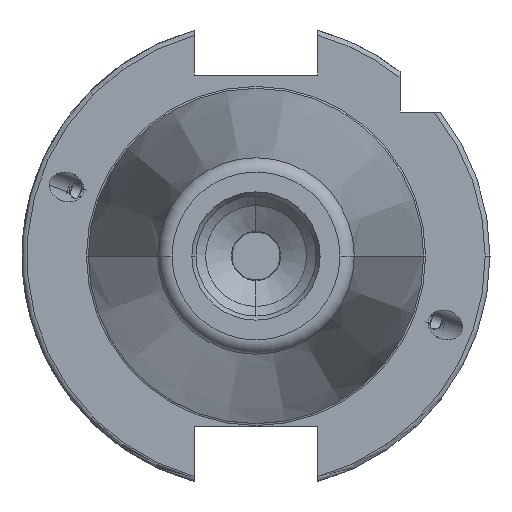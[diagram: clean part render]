
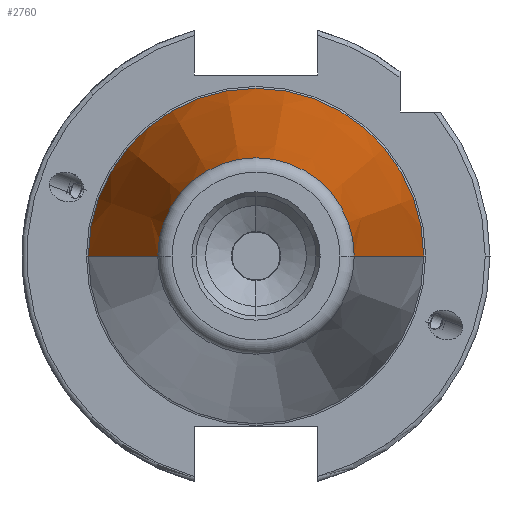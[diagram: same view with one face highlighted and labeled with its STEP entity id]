
A CAD part, left-side view. The second image highlights one B-rep face of the part: STEP entity #2760.
In plain terms, the highlighted conical face has half-angle 8.297 degrees and reference radius 34.925 mm.
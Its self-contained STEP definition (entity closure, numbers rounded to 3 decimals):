
#2731 = ORIENTED_EDGE ( 'NONE', *, *, #2732, .F. ) ;
#2732 = EDGE_CURVE ( 'NONE', #2835, #2733, #8641, .T. ) ;
#2733 = VERTEX_POINT ( 'NONE', #8579 ) ;
#2759 = EDGE_LOOP ( 'NONE', ( #2761, #2767, #2784, #2731 ) ) ;
#2760 = ADVANCED_FACE ( 'NONE', ( #8568 ), #8562, .T. ) ;
#2761 = ORIENTED_EDGE ( 'NONE', *, *, #2839, .F. ) ;
#2767 = ORIENTED_EDGE ( 'NONE', *, *, #2768, .T. ) ;
#2768 = EDGE_CURVE ( 'NONE', #2834, #2769, #8663, .T. ) ;
#2769 = VERTEX_POINT ( 'NONE', #8659 ) ;
#2780 = EDGE_CURVE ( 'NONE', #2769, #2733, #8530, .T. ) ;
#2784 = ORIENTED_EDGE ( 'NONE', *, *, #2780, .T. ) ;
#2834 = VERTEX_POINT ( 'NONE', #8770 ) ;
#2835 = VERTEX_POINT ( 'NONE', #8759 ) ;
#2839 = EDGE_CURVE ( 'NONE', #2834, #2835, #8752, .T. ) ;
#8518 = CARTESIAN_POINT ( 'NONE',  ( 0., 34.925, 0. ) ) ;
#8526 = DIRECTION ( 'NONE',  ( 0., -1., 0. ) ) ;
#8527 = DIRECTION ( 'NONE',  ( -1., 0., 0. ) ) ;
#8528 = CARTESIAN_POINT ( 'NONE',  ( 0., 0., 0. ) ) ;
#8529 = AXIS2_PLACEMENT_3D ( 'NONE', #8528, #8527, #8526 ) ;
#8530 = CIRCLE ( 'NONE', #8529, 34.925 ) ;
#8562 = CONICAL_SURFACE ( 'NONE', #8648, 34.925, 0.145 ) ;
#8568 = FACE_OUTER_BOUND ( 'NONE', #2759, .T. ) ;
#8579 = CARTESIAN_POINT ( 'NONE',  ( 0., 34.925, 0. ) ) ;
#8580 = DIRECTION ( 'NONE',  ( 0.99, 0.144, 0. ) ) ;
#8581 = VECTOR ( 'NONE', #8580, 1000. ) ;
#8641 = LINE ( 'NONE', #8518, #8581 ) ;
#8645 = DIRECTION ( 'NONE',  ( 0., 1., 0. ) ) ;
#8646 = DIRECTION ( 'NONE',  ( 1., 0., 0. ) ) ;
#8647 = CARTESIAN_POINT ( 'NONE',  ( 0., 0., 0. ) ) ;
#8648 = AXIS2_PLACEMENT_3D ( 'NONE', #8647, #8646, #8645 ) ;
#8659 = CARTESIAN_POINT ( 'NONE',  ( 0., -34.925, 0. ) ) ;
#8660 = DIRECTION ( 'NONE',  ( 0.99, -0.144, 0. ) ) ;
#8661 = VECTOR ( 'NONE', #8660, 1000. ) ;
#8662 = CARTESIAN_POINT ( 'NONE',  ( 0., -34.925, 0. ) ) ;
#8663 = LINE ( 'NONE', #8662, #8661 ) ;
#8748 = DIRECTION ( 'NONE',  ( 0., -1., 0. ) ) ;
#8749 = DIRECTION ( 'NONE',  ( -1., 0., 0. ) ) ;
#8750 = CARTESIAN_POINT ( 'NONE',  ( -99.183, 0., 0. ) ) ;
#8751 = AXIS2_PLACEMENT_3D ( 'NONE', #8750, #8749, #8748 ) ;
#8752 = CIRCLE ( 'NONE', #8751, 20.461 ) ;
#8759 = CARTESIAN_POINT ( 'NONE',  ( -99.183, 20.461, 0. ) ) ;
#8770 = CARTESIAN_POINT ( 'NONE',  ( -99.183, -20.461, 0. ) ) ;
